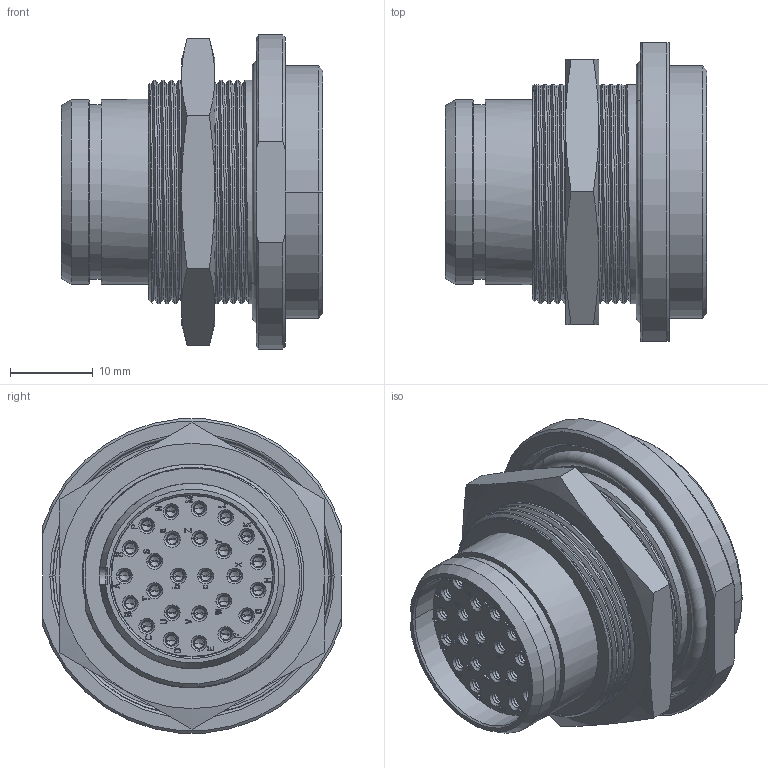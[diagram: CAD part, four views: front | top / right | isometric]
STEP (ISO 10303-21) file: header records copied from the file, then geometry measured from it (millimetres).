
FILE_DESCRIPTION((''),'2;1');
FILE_NAME('1332EVR426FZ','2024-07-26T14:03:12',('paultorloting'),('NET AG system integration'),'CREO PARAMETRIC BY PTC INC, 2021404','CREO PARAMETRIC BY PTC INC, 2021404','');
FILE_SCHEMA(('AUTOMOTIVE_DESIGN { 1 0 10303 214 1 1 1 1 }'));
Products named in the file (1): 1332EVR426FZ
Bounding box: 31.5 x 36 x 37.87 mm (x, y, z)
Volume: 11519.8 mm3; surface area: 14685.7 mm2
Topology: 1 solids, 2 shells, 2425 faces, 6251 edges, 3990 vertices
Faces by surface type: plane 1307, cylinder 608, torus 285, cone 188, bspline 37
Entity records: 99929 total; most frequent: CARTESIAN_POINT 24677, DIRECTION 12551, ORIENTED_EDGE 12398, EDGE_CURVE 6199, AXIS2_PLACEMENT_3D 4488, VERTEX_POINT 3990, VECTOR 3572, LINE 3572
